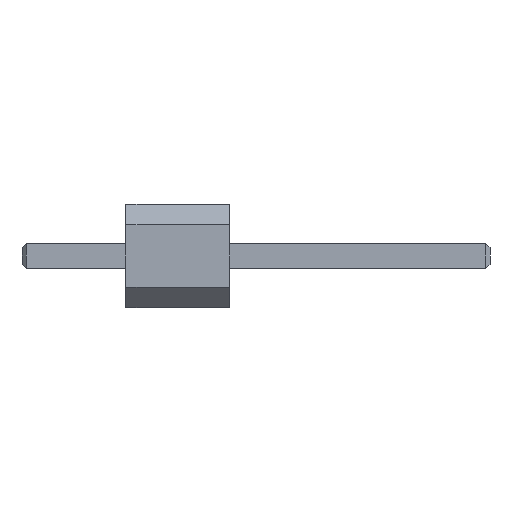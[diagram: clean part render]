
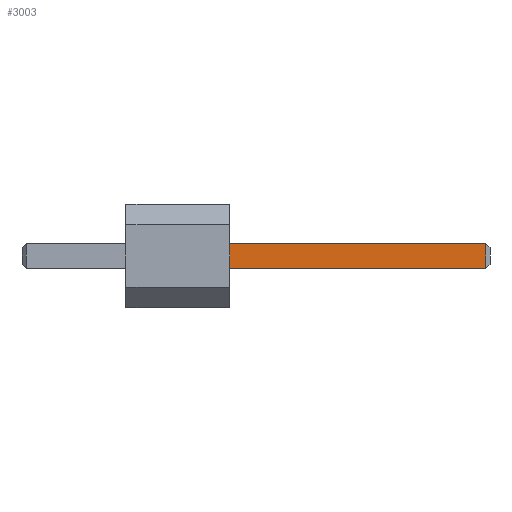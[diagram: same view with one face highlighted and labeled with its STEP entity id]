
A CAD part, front view. The second image highlights one B-rep face of the part: STEP entity #3003.
In plain terms, the highlighted planar face has unit normal (0, -1, 0).
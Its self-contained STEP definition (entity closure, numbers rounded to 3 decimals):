
#141 = PLANE ( 'NONE',  #2820 ) ;
#179 = ORIENTED_EDGE ( 'NONE', *, *, #3607, .T. ) ;
#285 = ORIENTED_EDGE ( 'NONE', *, *, #3965, .T. ) ;
#365 = VECTOR ( 'NONE', #3823, 1000. ) ;
#379 = CARTESIAN_POINT ( 'NONE',  ( 2.54, -0.3, 1.57 ) ) ;
#461 = EDGE_LOOP ( 'NONE', ( #527, #179, #531, #285 ) ) ;
#516 = EDGE_CURVE ( 'NONE', #887, #1139, #4115, .T. ) ;
#527 = ORIENTED_EDGE ( 'NONE', *, *, #516, .F. ) ;
#531 = ORIENTED_EDGE ( 'NONE', *, *, #646, .F. ) ;
#548 = CARTESIAN_POINT ( 'NONE',  ( 2.54, -0.3, 0. ) ) ;
#646 = EDGE_CURVE ( 'NONE', #3904, #3589, #3544, .T. ) ;
#887 = VERTEX_POINT ( 'NONE', #1460 ) ;
#1020 = VECTOR ( 'NONE', #3565, 1000. ) ;
#1118 = DIRECTION ( 'NONE',  ( -1., 0., 0. ) ) ;
#1139 = VERTEX_POINT ( 'NONE', #3992 ) ;
#1253 = CARTESIAN_POINT ( 'NONE',  ( 8.8, -0.3, 1.57 ) ) ;
#1316 = DIRECTION ( 'NONE',  ( 0., 1., 0. ) ) ;
#1460 = CARTESIAN_POINT ( 'NONE',  ( 8.8, -0.3, 0.97 ) ) ;
#1744 = CARTESIAN_POINT ( 'NONE',  ( -2.54, -0.3, 0.97 ) ) ;
#1944 = CARTESIAN_POINT ( 'NONE',  ( 0., -0.3, 0. ) ) ;
#2237 = VECTOR ( 'NONE', #1118, 1000. ) ;
#2280 = VECTOR ( 'NONE', #3616, 1000. ) ;
#2820 = AXIS2_PLACEMENT_3D ( 'NONE', #1944, #1316, #4257 ) ;
#2931 = LINE ( 'NONE', #4268, #2280 ) ;
#3003 = ADVANCED_FACE ( 'NONE', ( #3127 ), #141, .F. ) ;
#3127 = FACE_OUTER_BOUND ( 'NONE', #461, .T. ) ;
#3544 = LINE ( 'NONE', #3891, #365 ) ;
#3565 = DIRECTION ( 'NONE',  ( 0., 0., -1. ) ) ;
#3589 = VERTEX_POINT ( 'NONE', #1253 ) ;
#3607 = EDGE_CURVE ( 'NONE', #887, #3589, #2931, .T. ) ;
#3616 = DIRECTION ( 'NONE',  ( 0., 0., 1. ) ) ;
#3823 = DIRECTION ( 'NONE',  ( 1., 0., 0. ) ) ;
#3891 = CARTESIAN_POINT ( 'NONE',  ( -2.54, -0.3, 1.57 ) ) ;
#3904 = VERTEX_POINT ( 'NONE', #379 ) ;
#3965 = EDGE_CURVE ( 'NONE', #3904, #1139, #4169, .T. ) ;
#3992 = CARTESIAN_POINT ( 'NONE',  ( 2.54, -0.3, 0.97 ) ) ;
#4115 = LINE ( 'NONE', #1744, #2237 ) ;
#4169 = LINE ( 'NONE', #548, #1020 ) ;
#4257 = DIRECTION ( 'NONE',  ( 0., 0., 1. ) ) ;
#4268 = CARTESIAN_POINT ( 'NONE',  ( 8.8, -0.3, 0. ) ) ;
